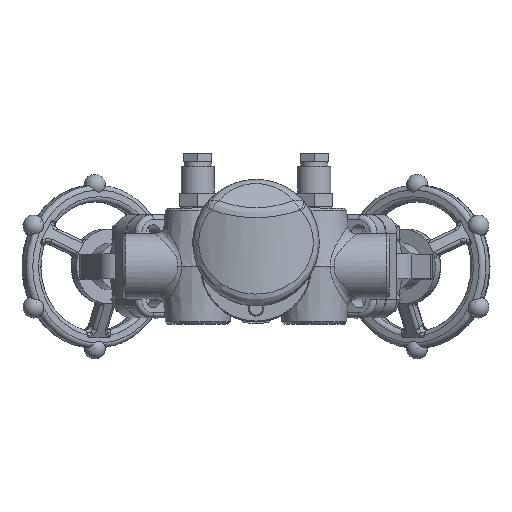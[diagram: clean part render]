
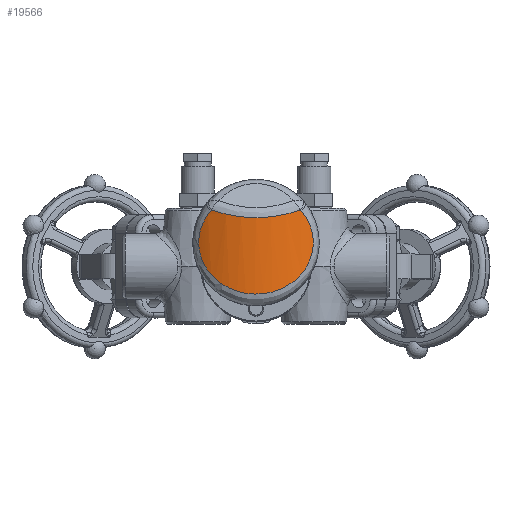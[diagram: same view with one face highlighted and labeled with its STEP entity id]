
A CAD part, top view. The second image highlights one B-rep face of the part: STEP entity #19566.
In plain terms, the highlighted cylindrical face has radius 70 mm (diameter 140 mm), a partial arc.
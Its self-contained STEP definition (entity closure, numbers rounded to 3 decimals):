
#589=CYLINDRICAL_SURFACE('',#21014,70.);
#970=B_SPLINE_CURVE_WITH_KNOTS('',3,(#35000,#35001,#35002,#35003,#35004,
#35005,#35006,#35007,#35008,#35009,#35010,#35011,#35012,#35013,#35014,#35015,
#35016,#35017,#35018,#35019,#35020,#35021,#35022,#35023,#35024,#35025,#35026,
#35027,#35028,#35029),.UNSPECIFIED.,.F.,.F.,(4,1,1,1,1,1,1,1,1,1,1,1,1,
1,1,1,1,1,1,1,1,1,1,1,1,1,1,4),(12.67,13.172,13.674,
14.677,15.681,16.684,17.353,17.855,
18.356,18.691,19.36,20.029,20.238,
20.363,20.697,21.366,22.37,22.704,
23.039,23.373,24.042,24.711,24.836,
25.213,25.714,26.216,26.342,26.718),
 .UNSPECIFIED.);
#2683=FACE_OUTER_BOUND('',#3832,.T.);
#3832=EDGE_LOOP('',(#14065,#14066,#14067,#14068));
#7126=ELLIPSE('',#21000,1.689,1.235);
#7127=ELLIPSE('',#21004,1.689,1.235);
#7131=ELLIPSE('',#21008,93.179,70.);
#7927=VERTEX_POINT('',#34731);
#7928=VERTEX_POINT('',#34733);
#7931=VERTEX_POINT('',#34818);
#7934=VERTEX_POINT('',#34826);
#10140=EDGE_CURVE('',#7927,#7928,#7126,.T.);
#10148=EDGE_CURVE('',#7934,#7931,#7127,.T.);
#10154=EDGE_CURVE('',#7928,#7934,#7131,.T.);
#10160=EDGE_CURVE('',#7931,#7927,#970,.T.);
#14065=ORIENTED_EDGE('',*,*,#10140,.F.);
#14066=ORIENTED_EDGE('',*,*,#10160,.F.);
#14067=ORIENTED_EDGE('',*,*,#10148,.F.);
#14068=ORIENTED_EDGE('',*,*,#10154,.F.);
#19566=ADVANCED_FACE('',(#2683),#589,.T.);
#21000=AXIS2_PLACEMENT_3D('',#34734,#24088,#24089);
#21004=AXIS2_PLACEMENT_3D('',#34828,#24096,#24097);
#21008=AXIS2_PLACEMENT_3D('',#34960,#24104,#24105);
#21014=AXIS2_PLACEMENT_3D('',#34999,#24117,#24118);
#24088=DIRECTION('center_axis',(0.372,0.014,-0.928));
#24089=DIRECTION('ref_axis',(0.612,0.748,0.257));
#24096=DIRECTION('center_axis',(-0.372,0.014,-0.928));
#24097=DIRECTION('ref_axis',(-0.612,0.748,0.257));
#24104=DIRECTION('center_axis',(0.,0.751,
0.66));
#24105=DIRECTION('ref_axis',(0.,-0.66,0.751));
#24117=DIRECTION('center_axis',(0.,-1.,0.));
#24118=DIRECTION('ref_axis',(0.543,0.,-0.84));
#34731=CARTESIAN_POINT('',(-26.975,33.277,133.944));
#34733=CARTESIAN_POINT('',(-26.619,33.599,134.091));
#34734=CARTESIAN_POINT('Origin',(-26.167,32.395,134.254));
#34818=CARTESIAN_POINT('',(26.975,33.277,133.944));
#34826=CARTESIAN_POINT('',(26.619,33.599,134.091));
#34828=CARTESIAN_POINT('Origin',(26.167,32.395,134.254));
#34960=CARTESIAN_POINT('Origin',(0.,90.479,
69.35));
#34999=CARTESIAN_POINT('Origin',(0.,14.,69.35));
#35000=CARTESIAN_POINT('Ctrl Pts',(26.975,33.277,133.944));
#35001=CARTESIAN_POINT('Ctrl Pts',(28.101,32.001,133.474));
#35002=CARTESIAN_POINT('Ctrl Pts',(30.143,29.266,132.551));
#35003=CARTESIAN_POINT('Ctrl Pts',(33.221,23.291,130.996));
#35004=CARTESIAN_POINT('Ctrl Pts',(35.052,14.944,129.932));
#35005=CARTESIAN_POINT('Ctrl Pts',(33.523,4.795,130.834));
#35006=CARTESIAN_POINT('Ctrl Pts',(29.168,-3.151,133.074));
#35007=CARTESIAN_POINT('Ctrl Pts',(24.015,-8.47,135.165));
#35008=CARTESIAN_POINT('Ctrl Pts',(19.228,-11.877,136.713));
#35009=CARTESIAN_POINT('Ctrl Pts',(14.997,-14.009,137.769));
#35010=CARTESIAN_POINT('Ctrl Pts',(9.828,-15.859,138.728));
#35011=CARTESIAN_POINT('Ctrl Pts',(3.731,-17.061,139.383));
#35012=CARTESIAN_POINT('Ctrl Pts',(-2.027,-17.06,139.383));
#35013=CARTESIAN_POINT('Ctrl Pts',(-5.739,-16.583,139.123));
#35014=CARTESIAN_POINT('Ctrl Pts',(-8.185,-16.143,
138.886));
#35015=CARTESIAN_POINT('Ctrl Pts',(-12.205,-15.139,
138.351));
#35016=CARTESIAN_POINT('Ctrl Pts',(-18.908,-12.348,
136.917));
#35017=CARTESIAN_POINT('Ctrl Pts',(-24.508,-8.133,
134.99));
#35018=CARTESIAN_POINT('Ctrl Pts',(-28.244,-3.845,
133.412));
#35019=CARTESIAN_POINT('Ctrl Pts',(-30.178,-1.061,
132.521));
#35020=CARTESIAN_POINT('Ctrl Pts',(-32.305,2.853,131.467));
#35021=CARTESIAN_POINT('Ctrl Pts',(-34.12,8.242,130.477));
#35022=CARTESIAN_POINT('Ctrl Pts',(-34.54,13.126,130.234));
#35023=CARTESIAN_POINT('Ctrl Pts',(-34.318,17.059,130.361));
#35024=CARTESIAN_POINT('Ctrl Pts',(-33.822,20.392,130.639));
#35025=CARTESIAN_POINT('Ctrl Pts',(-32.447,24.792,131.388));
#35026=CARTESIAN_POINT('Ctrl Pts',(-30.699,28.182,132.27));
#35027=CARTESIAN_POINT('Ctrl Pts',(-28.859,30.987,133.131));
#35028=CARTESIAN_POINT('Ctrl Pts',(-27.82,32.32,133.591));
#35029=CARTESIAN_POINT('Ctrl Pts',(-26.975,33.277,133.944));
